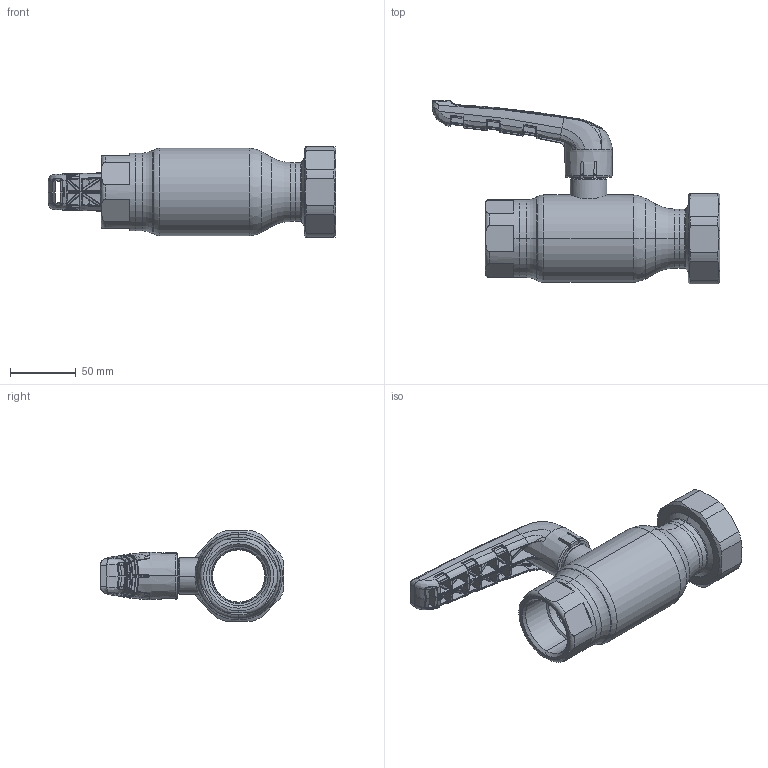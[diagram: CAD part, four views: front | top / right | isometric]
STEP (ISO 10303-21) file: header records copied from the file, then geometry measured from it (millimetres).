
FILE_DESCRIPTION (( 'STEP AP214' ), '1' );
FILE_NAME ('2040002210-xxxx.step', '2019-05-10T06:57:41', ( '' ), ( '' ), 'SwSTEP 2.0', 'SolidWorks 2017', '' );
FILE_SCHEMA (( 'AUTOMOTIVE_DESIGN' ));
Length unit declared in the file: millimetre
Products named in the file (1): 2040002210-xxxx
Bounding box: 219.45 x 140.21 x 69 mm (x, y, z)
Surface area: 83566.4 mm2 (no closed solid volume)
Topology: 0 solids, 12 shells, 860 faces, 2676 edges, 1698 vertices
Faces by surface type: bspline 676, plane 63, cylinder 54, cone 34, torus 27, sphere 6
Entity records: 62306 total; most frequent: CARTESIAN_POINT 35463, ORIENTED_EDGE 4398, EDGE_CURVE 2664, DIRECTION 1883, B_SPLINE_CURVE_WITH_KNOTS 1800, VERTEX_POINT 1696, EDGE_LOOP 870, UNCERTAINTY_MEASURE_WITH_UNIT 862
